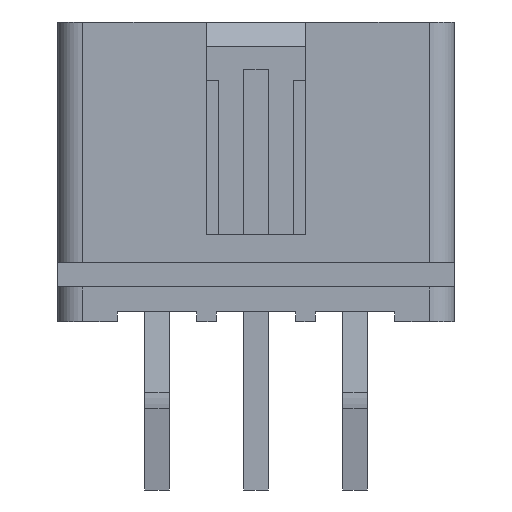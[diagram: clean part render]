
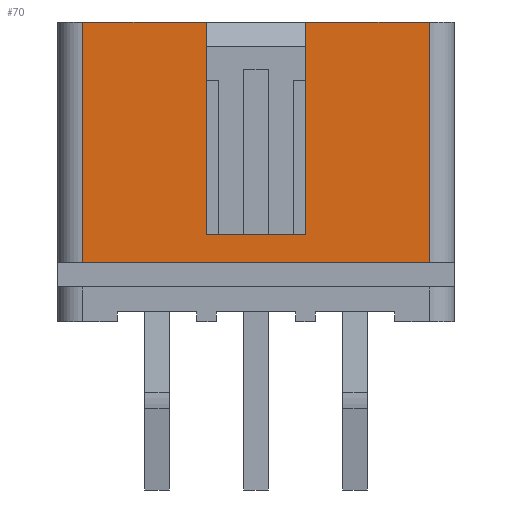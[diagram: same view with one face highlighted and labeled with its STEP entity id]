
A CAD part, front view. The second image highlights one B-rep face of the part: STEP entity #70.
In plain terms, the highlighted planar face has unit normal (0, -1, 0).
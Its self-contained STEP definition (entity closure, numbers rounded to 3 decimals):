
#70=ADVANCED_FACE('',(#194),#195,.T.);
#194=FACE_OUTER_BOUND('',#398,.T.);
#195=PLANE('',#399);
#398=EDGE_LOOP('',(#771,#772,#773,#774,#775,#776,#777,#778));
#399=AXIS2_PLACEMENT_3D('',#779,#780,#781);
#771=ORIENTED_EDGE('',*,*,#1404,.F.);
#772=ORIENTED_EDGE('',*,*,#1477,.T.);
#773=ORIENTED_EDGE('',*,*,#1484,.T.);
#774=ORIENTED_EDGE('',*,*,#1485,.F.);
#775=ORIENTED_EDGE('',*,*,#1406,.F.);
#776=ORIENTED_EDGE('',*,*,#1486,.T.);
#777=ORIENTED_EDGE('',*,*,#1487,.F.);
#778=ORIENTED_EDGE('',*,*,#1447,.F.);
#779=CARTESIAN_POINT('',(-3.5,-1.75,0.0));
#780=DIRECTION('',(0.0,-1.0,0.0));
#781=DIRECTION('',(0.0,0.0,-1.0));
#1404=EDGE_CURVE('',#1687,#1689,#1690,.T.);
#1406=EDGE_CURVE('',#1692,#1693,#1694,.T.);
#1447=EDGE_CURVE('',#1689,#1765,#1766,.T.);
#1477=EDGE_CURVE('',#1687,#1813,#1814,.T.);
#1484=EDGE_CURVE('',#1813,#1821,#1823,.T.);
#1485=EDGE_CURVE('',#1693,#1821,#1824,.T.);
#1486=EDGE_CURVE('',#1692,#1825,#1826,.T.);
#1487=EDGE_CURVE('',#1765,#1825,#1827,.T.);
#1687=VERTEX_POINT('',#2146);
#1689=VERTEX_POINT('',#2148);
#1690=LINE('',#2149,#2150);
#1692=VERTEX_POINT('',#2153);
#1693=VERTEX_POINT('',#2154);
#1694=LINE('',#2155,#2156);
#1765=VERTEX_POINT('',#2262);
#1766=LINE('',#2263,#2264);
#1813=VERTEX_POINT('',#2334);
#1814=LINE('',#2335,#2336);
#1821=VERTEX_POINT('',#2346);
#1823=LINE('',#2348,#2349);
#1824=LINE('',#2350,#2351);
#1825=VERTEX_POINT('',#2352);
#1826=LINE('',#2353,#2354);
#1827=LINE('',#2355,#2356);
#2146=CARTESIAN_POINT('',(-3.5,-1.75,0.0));
#2148=CARTESIAN_POINT('',(-1.0,-1.75,0.0));
#2149=CARTESIAN_POINT('',(-3.5,-1.75,0.0));
#2150=VECTOR('',#2814,2.5);
#2153=CARTESIAN_POINT('',(1.0,-1.75,0.0));
#2154=CARTESIAN_POINT('',(3.5,-1.75,0.0));
#2155=CARTESIAN_POINT('',(1.0,-1.75,0.0));
#2156=VECTOR('',#2816,2.5);
#2262=CARTESIAN_POINT('',(-1.0,-1.75,-4.3));
#2263=CARTESIAN_POINT('',(-1.0,-1.75,0.0));
#2264=VECTOR('',#2867,4.3);
#2334=CARTESIAN_POINT('',(-3.5,-1.75,-4.85));
#2335=CARTESIAN_POINT('',(-3.5,-1.75,0.0));
#2336=VECTOR('',#2909,4.85);
#2346=CARTESIAN_POINT('',(3.5,-1.75,-4.85));
#2348=CARTESIAN_POINT('',(-3.5,-1.75,-4.85));
#2349=VECTOR('',#2922,7.0);
#2350=CARTESIAN_POINT('',(3.5,-1.75,0.0));
#2351=VECTOR('',#2923,4.85);
#2352=CARTESIAN_POINT('',(1.0,-1.75,-4.3));
#2353=CARTESIAN_POINT('',(1.0,-1.75,0.0));
#2354=VECTOR('',#2924,4.3);
#2355=CARTESIAN_POINT('',(-1.0,-1.75,-4.3));
#2356=VECTOR('',#2925,2.0);
#2814=DIRECTION('',(1.0,0.0,0.0));
#2816=DIRECTION('',(1.0,0.0,0.0));
#2867=DIRECTION('',(0.0,0.0,-1.0));
#2909=DIRECTION('',(0.0,0.0,-1.0));
#2922=DIRECTION('',(1.0,0.0,0.0));
#2923=DIRECTION('',(0.0,0.0,-1.0));
#2924=DIRECTION('',(0.0,0.0,-1.0));
#2925=DIRECTION('',(1.0,0.0,0.0));
